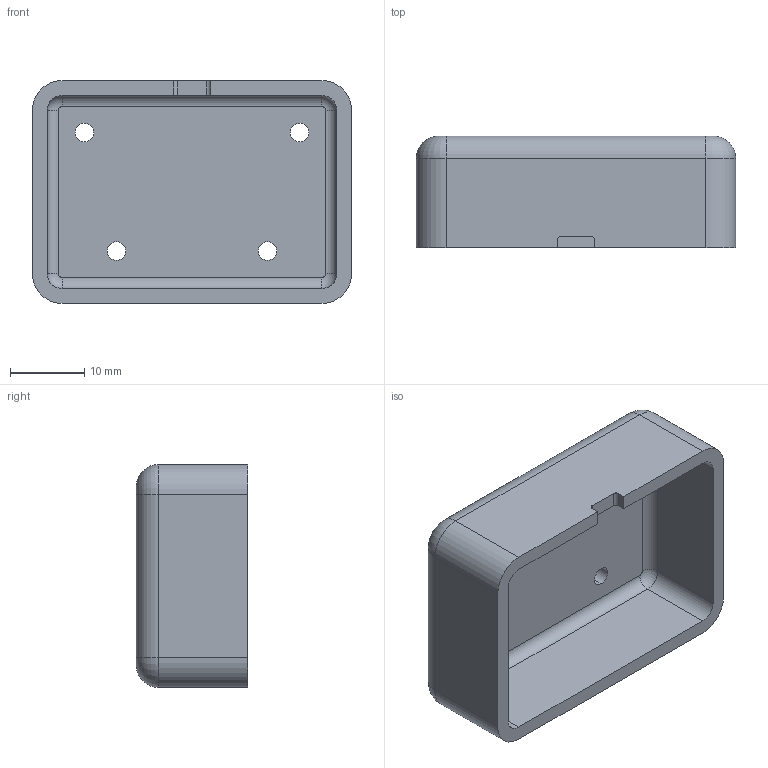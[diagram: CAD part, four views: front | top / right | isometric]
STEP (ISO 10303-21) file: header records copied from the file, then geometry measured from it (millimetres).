
FILE_DESCRIPTION (( 'STEP AP214' ), '1' );
FILE_NAME ('cover.STEP', '2021-07-22T04:23:23', ( '' ), ( '' ), 'SwSTEP 2.0', 'SolidWorks 2020', '' );
FILE_SCHEMA (( 'AUTOMOTIVE_DESIGN' ));
Length unit declared in the file: millimetre
Products named in the file (1): cover
Bounding box: 43 x 15 x 30 mm (x, y, z)
Volume: 6599.5 mm3; surface area: 6113.3 mm2
Topology: 1 solids, 1 shells, 122 faces, 317 edges, 206 vertices
Faces by surface type: cylinder 59, plane 55, torus 8
Entity records: 3809 total; most frequent: DIRECTION 689, CARTESIAN_POINT 646, ORIENTED_EDGE 634, EDGE_CURVE 317, AXIS2_PLACEMENT_3D 249, VERTEX_POINT 206, LINE 191, VECTOR 191
